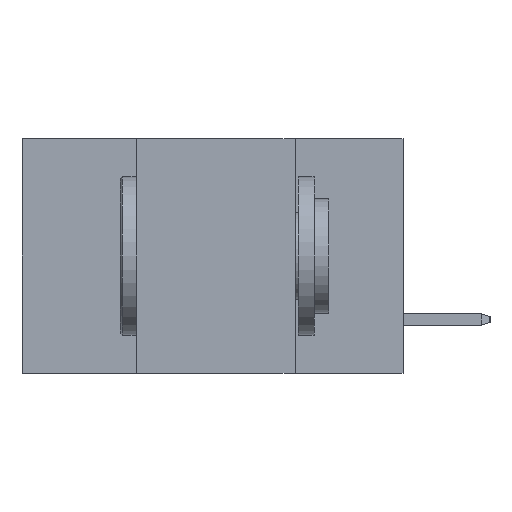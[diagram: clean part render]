
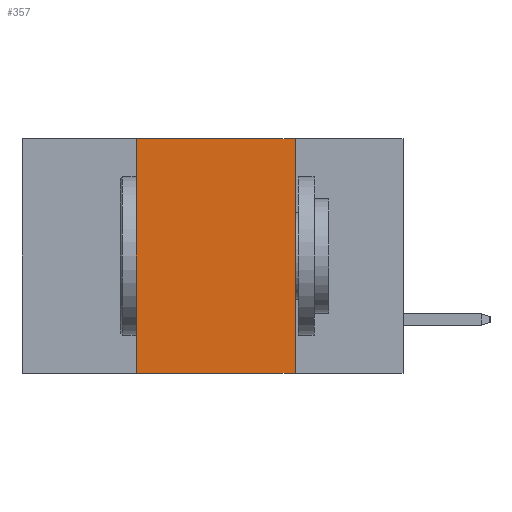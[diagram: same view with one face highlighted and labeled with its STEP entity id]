
A CAD part, left-side view. The second image highlights one B-rep face of the part: STEP entity #357.
In plain terms, the highlighted planar face has unit normal (-1, 0, 0).
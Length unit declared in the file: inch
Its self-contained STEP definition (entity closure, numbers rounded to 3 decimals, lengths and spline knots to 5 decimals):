
#107 = DIRECTION ( 'NONE',  ( 0., 0., -1. ) ) ;
#206 = CARTESIAN_POINT ( 'NONE',  ( 0., 0.17, -0.37 ) ) ;
#357 = ADVANCED_FACE ( 'NONE', ( #8531 ), #4352, .F. ) ;
#514 = EDGE_CURVE ( 'NONE', #4107, #9883, #6570, .T. ) ;
#665 = DIRECTION ( 'NONE',  ( 0., -1., 0. ) ) ;
#748 = ORIENTED_EDGE ( 'NONE', *, *, #4989, .T. ) ;
#941 = VECTOR ( 'NONE', #6394, 39.37008 ) ;
#1056 = EDGE_CURVE ( 'NONE', #1434, #4107, #8648, .T. ) ;
#1162 = VECTOR ( 'NONE', #665, 39.37008 ) ;
#1242 = ORIENTED_EDGE ( 'NONE', *, *, #9822, .F. ) ;
#1434 = VERTEX_POINT ( 'NONE', #5839 ) ;
#2236 = AXIS2_PLACEMENT_3D ( 'NONE', #5240, #4484, #6441 ) ;
#2289 = ORIENTED_EDGE ( 'NONE', *, *, #514, .F. ) ;
#2907 = CARTESIAN_POINT ( 'NONE',  ( 0., 0.6, -0.37 ) ) ;
#3558 = VERTEX_POINT ( 'NONE', #206 ) ;
#4107 = VERTEX_POINT ( 'NONE', #9246 ) ;
#4352 = PLANE ( 'NONE',  #2236 ) ;
#4484 = DIRECTION ( 'NONE',  ( 1., 0., 0. ) ) ;
#4989 = EDGE_CURVE ( 'NONE', #1434, #3558, #12169, .T. ) ;
#5126 = CARTESIAN_POINT ( 'NONE',  ( 0., 0.17, 0. ) ) ;
#5240 = CARTESIAN_POINT ( 'NONE',  ( 0., 0.6, 0. ) ) ;
#5676 = CARTESIAN_POINT ( 'NONE',  ( 0., 0.42, 0. ) ) ;
#5839 = CARTESIAN_POINT ( 'NONE',  ( 0., 0.42, -0.37 ) ) ;
#6394 = DIRECTION ( 'NONE',  ( 0., -1., 0. ) ) ;
#6441 = DIRECTION ( 'NONE',  ( 0., 0., -1. ) ) ;
#6570 = LINE ( 'NONE', #9757, #1162 ) ;
#7139 = LINE ( 'NONE', #5126, #11400 ) ;
#8052 = VECTOR ( 'NONE', #11851, 39.37008 ) ;
#8531 = FACE_OUTER_BOUND ( 'NONE', #11713, .T. ) ;
#8648 = LINE ( 'NONE', #5676, #8052 ) ;
#9246 = CARTESIAN_POINT ( 'NONE',  ( 0., 0.42, 0. ) ) ;
#9658 = CARTESIAN_POINT ( 'NONE',  ( 0., 0.17, 0. ) ) ;
#9757 = CARTESIAN_POINT ( 'NONE',  ( 0., 0.6, 0. ) ) ;
#9822 = EDGE_CURVE ( 'NONE', #9883, #3558, #7139, .T. ) ;
#9883 = VERTEX_POINT ( 'NONE', #9658 ) ;
#10341 = ORIENTED_EDGE ( 'NONE', *, *, #1056, .F. ) ;
#11400 = VECTOR ( 'NONE', #107, 39.37008 ) ;
#11713 = EDGE_LOOP ( 'NONE', ( #1242, #2289, #10341, #748 ) ) ;
#11851 = DIRECTION ( 'NONE',  ( 0., 0., 1. ) ) ;
#12169 = LINE ( 'NONE', #2907, #941 ) ;
